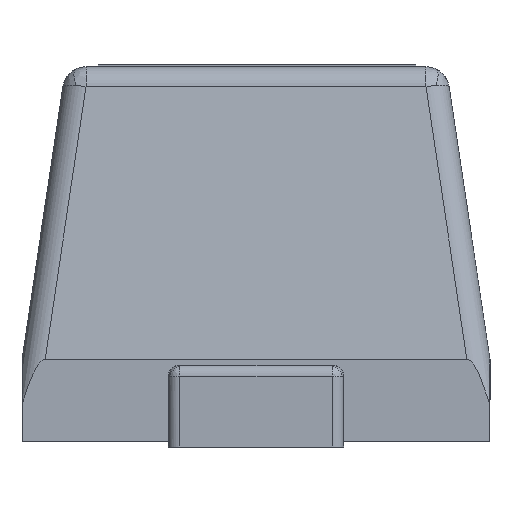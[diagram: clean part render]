
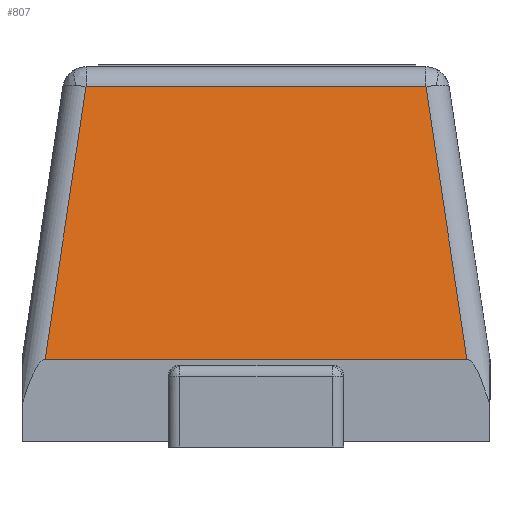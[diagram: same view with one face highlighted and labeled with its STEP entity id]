
A CAD part, left-side view. The second image highlights one B-rep face of the part: STEP entity #807.
In plain terms, the highlighted planar face has unit normal (-0.989, 0, 0.148).
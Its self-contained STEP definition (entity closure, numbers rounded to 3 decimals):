
#92 = VECTOR ( 'NONE', #496, 1000. ) ;
#95 = CARTESIAN_POINT ( 'NONE',  ( -0.6, -0.36, 0.14 ) ) ;
#240 = VERTEX_POINT ( 'NONE', #2738 ) ;
#251 = DIRECTION ( 'NONE',  ( -0.989, 0., 0.148 ) ) ;
#253 = DIRECTION ( 'NONE',  ( 0., 1., 0. ) ) ;
#274 = CARTESIAN_POINT ( 'NONE',  ( -0.53, 0.291, 0.606 ) ) ;
#279 = VECTOR ( 'NONE', #2759, 1000. ) ;
#302 = ORIENTED_EDGE ( 'NONE', *, *, #540, .F. ) ;
#496 = DIRECTION ( 'NONE',  ( 0.147, -0.147, 0.978 ) ) ;
#540 = EDGE_CURVE ( 'NONE', #240, #593, #1908, .T. ) ;
#593 = VERTEX_POINT ( 'NONE', #274 ) ;
#685 = LINE ( 'NONE', #1870, #279 ) ;
#807 = ADVANCED_FACE ( 'NONE', ( #1588 ), #2506, .T. ) ;
#1059 = VECTOR ( 'NONE', #253, 1000. ) ;
#1115 = CARTESIAN_POINT ( 'NONE',  ( -0.563, 0.2, 0.39 ) ) ;
#1140 = DIRECTION ( 'NONE',  ( 0., 1., 0. ) ) ;
#1192 = CARTESIAN_POINT ( 'NONE',  ( -0.53, 0.2, 0.606 ) ) ;
#1270 = EDGE_LOOP ( 'NONE', ( #302, #2749, #2993, #2864 ) ) ;
#1423 = VERTEX_POINT ( 'NONE', #2262 ) ;
#1588 = FACE_OUTER_BOUND ( 'NONE', #1270, .T. ) ;
#1715 = LINE ( 'NONE', #1192, #2701 ) ;
#1870 = CARTESIAN_POINT ( 'NONE',  ( -0.554, -0.315, 0.444 ) ) ;
#1873 = DIRECTION ( 'NONE',  ( 0.148, 0., 0.989 ) ) ;
#1908 = LINE ( 'NONE', #3314, #92 ) ;
#2013 = EDGE_CURVE ( 'NONE', #2402, #240, #2016, .T. ) ;
#2016 = LINE ( 'NONE', #3355, #1059 ) ;
#2207 = EDGE_CURVE ( 'NONE', #1423, #593, #1715, .T. ) ;
#2262 = CARTESIAN_POINT ( 'NONE',  ( -0.53, -0.291, 0.606 ) ) ;
#2402 = VERTEX_POINT ( 'NONE', #95 ) ;
#2506 = PLANE ( 'NONE',  #2992 ) ;
#2701 = VECTOR ( 'NONE', #1140, 1000. ) ;
#2738 = CARTESIAN_POINT ( 'NONE',  ( -0.6, 0.36, 0.14 ) ) ;
#2749 = ORIENTED_EDGE ( 'NONE', *, *, #2013, .F. ) ;
#2759 = DIRECTION ( 'NONE',  ( -0.147, -0.147, -0.978 ) ) ;
#2864 = ORIENTED_EDGE ( 'NONE', *, *, #2207, .T. ) ;
#2992 = AXIS2_PLACEMENT_3D ( 'NONE', #1115, #251, #1873 ) ;
#2993 = ORIENTED_EDGE ( 'NONE', *, *, #3557, .F. ) ;
#3314 = CARTESIAN_POINT ( 'NONE',  ( -0.552, 0.313, 0.458 ) ) ;
#3355 = CARTESIAN_POINT ( 'NONE',  ( -0.6, 0.4, 0.14 ) ) ;
#3557 = EDGE_CURVE ( 'NONE', #1423, #2402, #685, .T. ) ;
